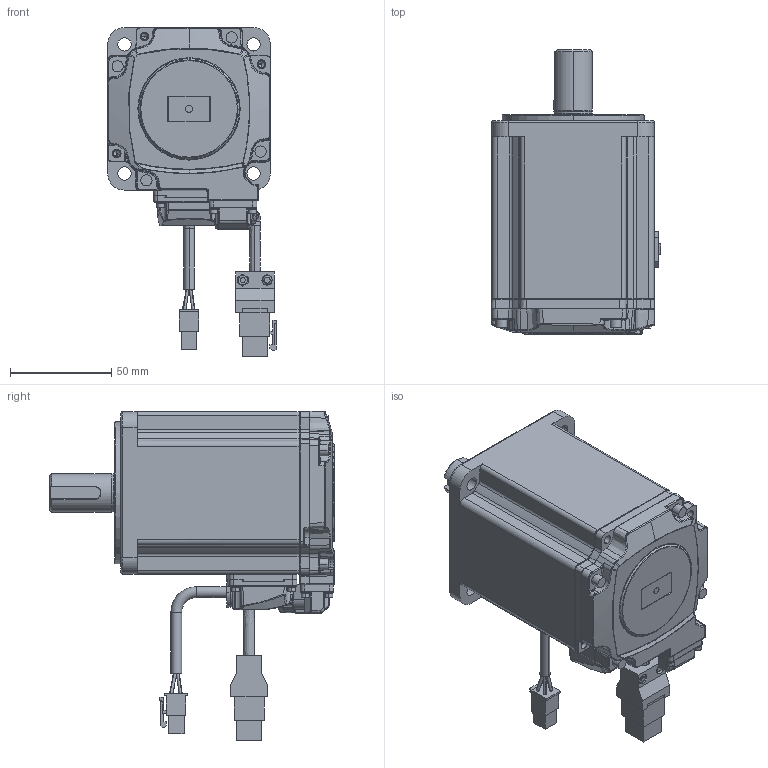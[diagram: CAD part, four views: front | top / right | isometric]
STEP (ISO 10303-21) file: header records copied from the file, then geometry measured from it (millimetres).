
FILE_DESCRIPTION(('HOOPS Exchange Step'),'2;1');
FILE_NAME('export-80A22384-4F7C-4EA5-B10D-2373D33B0155.stp','2024-04-24T18:00:02+02:00',('Engineering'),('Alibre'),'HOOPS Exchange 2021.0','Alibre','Unknown authorisation');
FILE_SCHEMA( ('AP242_MANAGED_MODEL_BASED_3D_ENGINEERING_MIM_LF {1 0 10303 442 1 1 4 }') );
Length unit declared in the file: millimetre
Products named in the file (1): 6739 AC Servo Motor 750W ECM-B3M-C20807RS1 (24-bit INC encoder)
Bounding box: 83.41 x 140.15 x 162.4 mm (x, y, z)
Volume: 619498.2 mm3; surface area: 76102.4 mm2
Topology: 1 solids, 21 shells, 1608 faces, 3888 edges, 2351 vertices
Faces by surface type: plane 518, cylinder 489, bspline 229, torus 198, cone 148, sphere 26
Entity records: 62300 total; most frequent: CARTESIAN_POINT 26731, ORIENTED_EDGE 7698, DIRECTION 7010, EDGE_CURVE 3849, AXIS2_PLACEMENT_3D 2686, VERTEX_POINT 2349, EDGE_LOOP 1702, FACE_BOUND 1702
